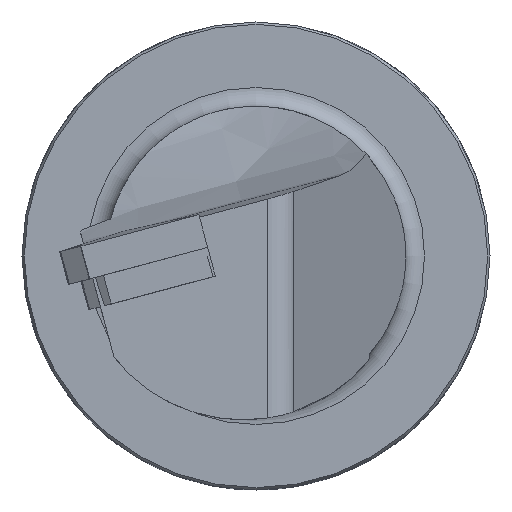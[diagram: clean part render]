
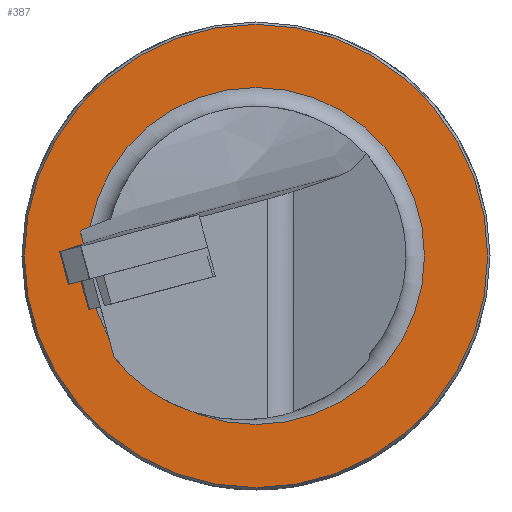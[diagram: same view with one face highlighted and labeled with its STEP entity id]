
A CAD part, left-side view. The second image highlights one B-rep face of the part: STEP entity #387.
In plain terms, the highlighted planar face has unit normal (-1, 0, 0).
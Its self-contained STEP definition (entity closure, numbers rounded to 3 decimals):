
#387=ADVANCED_FACE('',(#531,#532),#442,.T.);
#442=PLANE('',#1374);
#531=FACE_BOUND('',#590,.T.);
#532=FACE_BOUND('',#591,.T.);
#590=EDGE_LOOP('',(#794));
#591=EDGE_LOOP('',(#795));
#794=ORIENTED_EDGE('',*,*,#1192,.F.);
#795=ORIENTED_EDGE('',*,*,#1135,.T.);
#1007=VERTEX_POINT('',#1952);
#1049=VERTEX_POINT('',#2516);
#1135=EDGE_CURVE('',#1007,#1007,#1276,.T.);
#1192=EDGE_CURVE('',#1049,#1049,#1283,.T.);
#1276=CIRCLE('',#1330,24.75);
#1283=CIRCLE('',#1373,18.);
#1330=AXIS2_PLACEMENT_3D('',#1951,#1481,#1482);
#1373=AXIS2_PLACEMENT_3D('',#2515,#1591,#1592);
#1374=AXIS2_PLACEMENT_3D('',#2517,#1593,#1594);
#1481=DIRECTION('',(-1.,0.,0.));
#1482=DIRECTION('',(0.,0.,1.));
#1591=DIRECTION('',(-1.,0.,0.));
#1592=DIRECTION('',(0.,0.,-1.));
#1593=DIRECTION('',(-1.,0.,0.));
#1594=DIRECTION('',(0.,0.,1.));
#1951=CARTESIAN_POINT('',(70.,0.,0.));
#1952=CARTESIAN_POINT('',(70.,0.,24.75));
#2515=CARTESIAN_POINT('',(70.,0.,0.));
#2516=CARTESIAN_POINT('',(70.,0.,-18.));
#2517=CARTESIAN_POINT('',(70.,-165.753,0.));
